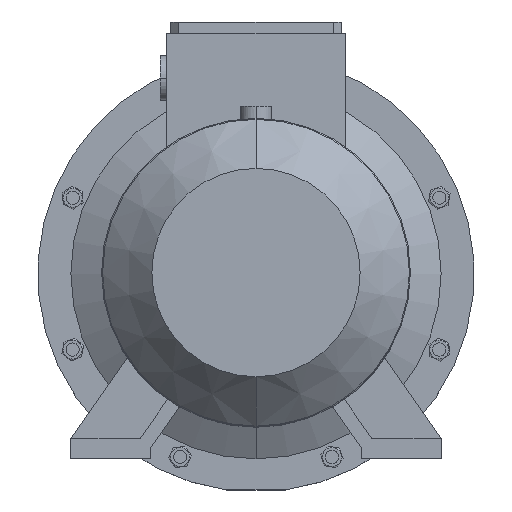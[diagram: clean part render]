
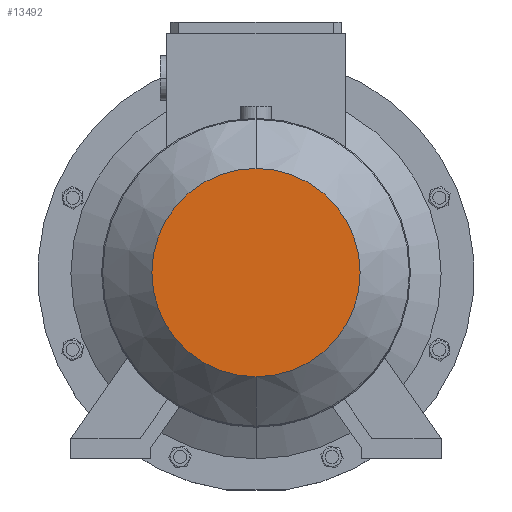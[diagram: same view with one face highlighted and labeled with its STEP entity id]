
A CAD part, top view. The second image highlights one B-rep face of the part: STEP entity #13492.
In plain terms, the highlighted planar face has unit normal (0, 0, 1).
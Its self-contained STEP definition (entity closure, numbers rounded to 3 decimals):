
#3565 = AXIS2_PLACEMENT_3D ( 'NONE', #62511, #62745, #28442 ) ;
#6047 = DIRECTION ( 'NONE',  ( 0., 0., 1. ) ) ;
#10664 = DIRECTION ( 'NONE',  ( 0., -1., 0. ) ) ;
#11014 = CARTESIAN_POINT ( 'NONE',  ( 0., 0., 1202. ) ) ;
#11434 = DIRECTION ( 'NONE',  ( 0., 1., 0. ) ) ;
#13492 = ADVANCED_FACE ( 'NONE', ( #48038 ), #21236, .T. ) ;
#21236 = PLANE ( 'NONE',  #30754 ) ;
#23997 = ORIENTED_EDGE ( 'NONE', *, *, #47163, .F. ) ;
#24358 = VERTEX_POINT ( 'NONE', #29188 ) ;
#28442 = DIRECTION ( 'NONE',  ( 0., 1., 0. ) ) ;
#29188 = CARTESIAN_POINT ( 'NONE',  ( 0., -157.5, 1202. ) ) ;
#30754 = AXIS2_PLACEMENT_3D ( 'NONE', #31440, #6047, #10664 ) ;
#31440 = CARTESIAN_POINT ( 'NONE',  ( 0., 0., 1202. ) ) ;
#31531 = AXIS2_PLACEMENT_3D ( 'NONE', #11014, #35505, #11434 ) ;
#32829 = CARTESIAN_POINT ( 'NONE',  ( 0., 157.5, 1202. ) ) ;
#33839 = CIRCLE ( 'NONE', #3565, 157.5 ) ;
#35505 = DIRECTION ( 'NONE',  ( 0., 0., -1. ) ) ;
#38499 = CIRCLE ( 'NONE', #31531, 157.5 ) ;
#39506 = EDGE_LOOP ( 'NONE', ( #23997, #57547 ) ) ;
#47163 = EDGE_CURVE ( 'NONE', #54869, #24358, #38499, .T. ) ;
#48038 = FACE_OUTER_BOUND ( 'NONE', #39506, .T. ) ;
#48383 = EDGE_CURVE ( 'NONE', #24358, #54869, #33839, .T. ) ;
#54869 = VERTEX_POINT ( 'NONE', #32829 ) ;
#57547 = ORIENTED_EDGE ( 'NONE', *, *, #48383, .F. ) ;
#62511 = CARTESIAN_POINT ( 'NONE',  ( 0., 0., 1202. ) ) ;
#62745 = DIRECTION ( 'NONE',  ( 0., 0., -1. ) ) ;
